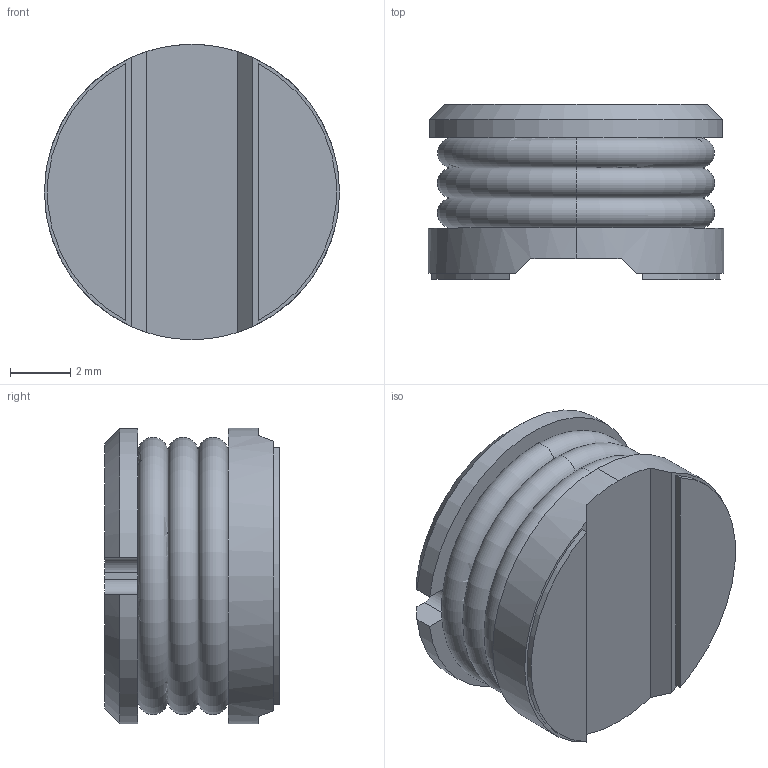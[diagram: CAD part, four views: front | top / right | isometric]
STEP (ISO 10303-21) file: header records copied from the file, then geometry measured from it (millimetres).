
FILE_DESCRIPTION (( 'STEP AP214' ), '1' );
FILE_NAME ('sdr1006.STEP', '2019-04-06T13:05:45', ( '' ), ( '' ), 'SwSTEP 2.0', 'SolidWorks 2018', '' );
FILE_SCHEMA (( 'AUTOMOTIVE_DESIGN' ));
Length unit declared in the file: millimetre
Products named in the file (1): sdr1006
Bounding box: 9.8 x 5.8 x 9.8 mm (x, y, z)
Volume: 369.2 mm3; surface area: 406.8 mm2
Topology: 1 solids, 1 shells, 41 faces, 99 edges, 63 vertices
Faces by surface type: plane 21, cylinder 11, torus 6, cone 3
Entity records: 1709 total; most frequent: CARTESIAN_POINT 240, DIRECTION 222, ORIENTED_EDGE 198, EDGE_CURVE 99, AXIS2_PLACEMENT_3D 89, VERTEX_POINT 63, CIRCLE 47, EDGE_LOOP 44
